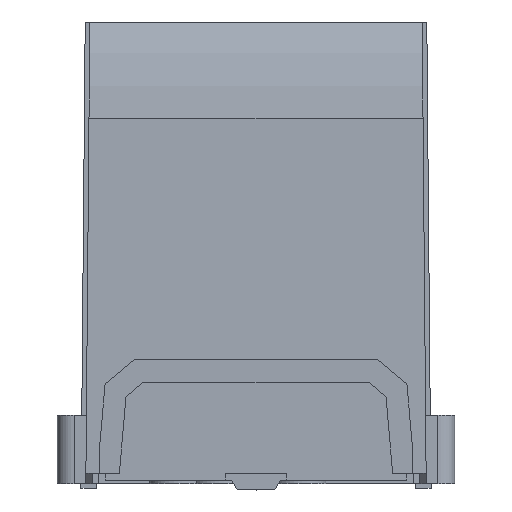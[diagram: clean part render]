
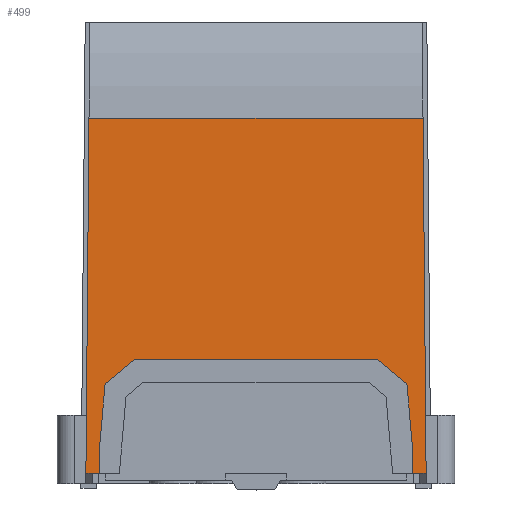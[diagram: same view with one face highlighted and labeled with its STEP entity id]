
A CAD part, top view. The second image highlights one B-rep face of the part: STEP entity #499.
In plain terms, the highlighted planar face has unit normal (0, 0.009, 1).
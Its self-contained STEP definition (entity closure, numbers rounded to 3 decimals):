
#499=ADVANCED_FACE('',(#2038),#2040,.T.);
#2038=FACE_BOUND('',#2039,.T.);
#2039=EDGE_LOOP('',(#3271,#3272,#3273,#3274,#3275,#3276,#3277,#3278,#3279,#3280,
#3281,#3282));
#2040=PLANE('',#2041);
#2041=AXIS2_PLACEMENT_3D('',#2042,#2043,#2044);
#2042=CARTESIAN_POINT('',(60.7,-254.061,43.634));
#2043=DIRECTION('',(-0.,0.009,1.));
#2044=DIRECTION('',(1.,0.,0.));
#3271=ORIENTED_EDGE('',*,*,#4165,.T.);
#3272=ORIENTED_EDGE('',*,*,#4166,.F.);
#3273=ORIENTED_EDGE('',*,*,#4058,.T.);
#3274=ORIENTED_EDGE('',*,*,#4167,.F.);
#3275=ORIENTED_EDGE('',*,*,#4168,.F.);
#3276=ORIENTED_EDGE('',*,*,#4169,.F.);
#3277=ORIENTED_EDGE('',*,*,#4170,.F.);
#3278=ORIENTED_EDGE('',*,*,#4171,.F.);
#3279=ORIENTED_EDGE('',*,*,#4172,.F.);
#3280=ORIENTED_EDGE('',*,*,#4173,.F.);
#3281=ORIENTED_EDGE('',*,*,#4049,.T.);
#3282=ORIENTED_EDGE('',*,*,#4163,.T.);
#4049=EDGE_CURVE('',#4603,#4601,#4604,.T.);
#4058=EDGE_CURVE('',#4619,#4617,#4620,.T.);
#4163=EDGE_CURVE('',#4601,#4791,#4793,.T.);
#4165=EDGE_CURVE('',#4791,#4795,#4796,.T.);
#4166=EDGE_CURVE('',#4619,#4795,#4797,.T.);
#4167=EDGE_CURVE('',#4798,#4617,#4799,.T.);
#4168=EDGE_CURVE('',#4800,#4798,#4801,.T.);
#4169=EDGE_CURVE('',#4802,#4800,#4803,.T.);
#4170=EDGE_CURVE('',#4804,#4802,#4805,.T.);
#4171=EDGE_CURVE('',#4806,#4804,#4807,.T.);
#4172=EDGE_CURVE('',#4808,#4806,#4809,.T.);
#4173=EDGE_CURVE('',#4603,#4808,#4810,.T.);
#4601=VERTEX_POINT('',#5566);
#4603=VERTEX_POINT('',#5570);
#4604=LINE('',#5571,#5572);
#4617=VERTEX_POINT('',#5600);
#4619=VERTEX_POINT('',#5604);
#4620=LINE('',#5605,#5606);
#4791=VERTEX_POINT('',#5995);
#4793=LINE('',#6000,#6001);
#4795=VERTEX_POINT('',#6006);
#4796=LINE('',#6007,#6008);
#4797=LINE('',#6010,#6011);
#4798=VERTEX_POINT('',#6013);
#4799=LINE('',#6014,#6015);
#4800=VERTEX_POINT('',#6017);
#4801=LINE('',#6018,#6019);
#4802=VERTEX_POINT('',#6021);
#4803=LINE('',#6022,#6023);
#4804=VERTEX_POINT('',#6025);
#4805=LINE('',#6026,#6027);
#4806=VERTEX_POINT('',#6029);
#4807=LINE('',#6030,#6031);
#4808=VERTEX_POINT('',#6033);
#4809=LINE('',#6034,#6035);
#4810=LINE('',#6037,#6038);
#5566=CARTESIAN_POINT('',(65.965,-9.5,41.499));
#5570=CARTESIAN_POINT('',(60.7,-9.5,41.499));
#5571=CARTESIAN_POINT('',(60.7,-9.5,41.499));
#5572=VECTOR('',#5573,1.);
#5573=DIRECTION('',(1.,0.,0.));
#5600=CARTESIAN_POINT('',(-60.7,-9.5,41.499));
#5604=CARTESIAN_POINT('',(-65.965,-9.5,41.499));
#5605=CARTESIAN_POINT('',(-65.965,-9.5,41.499));
#5606=VECTOR('',#5607,1.);
#5607=DIRECTION('',(1.,0.,0.));
#5995=CARTESIAN_POINT('',(64.764,128.079,40.299));
#6000=CARTESIAN_POINT('',(65.965,-9.5,41.499));
#6001=VECTOR('',#6002,1.);
#6002=DIRECTION('',(-0.009,1.,-0.009));
#6006=CARTESIAN_POINT('',(-64.764,128.079,40.299));
#6007=CARTESIAN_POINT('',(64.764,128.079,40.299));
#6008=VECTOR('',#6009,1.);
#6009=DIRECTION('',(-1.,0.,0.));
#6010=CARTESIAN_POINT('',(-65.965,-9.5,41.499));
#6011=VECTOR('',#6012,1.);
#6012=DIRECTION('',(0.009,1.,-0.009));
#6013=CARTESIAN_POINT('',(-60.606,1.3,41.405));
#6014=CARTESIAN_POINT('',(-60.606,1.3,41.405));
#6015=VECTOR('',#6016,1.);
#6016=DIRECTION('',(-0.009,-1.,0.009));
#6017=CARTESIAN_POINT('',(-58.518,25.163,41.197));
#6018=CARTESIAN_POINT('',(-58.518,25.163,41.197));
#6019=VECTOR('',#6020,1.);
#6020=DIRECTION('',(-0.087,-0.996,0.009));
#6021=CARTESIAN_POINT('',(-47.212,34.65,41.114));
#6022=CARTESIAN_POINT('',(-47.212,34.65,41.114));
#6023=VECTOR('',#6024,1.);
#6024=DIRECTION('',(-0.766,-0.643,0.006));
#6025=CARTESIAN_POINT('',(47.212,34.65,41.114));
#6026=CARTESIAN_POINT('',(47.212,34.65,41.114));
#6027=VECTOR('',#6028,1.);
#6028=DIRECTION('',(-1.,0.,0.));
#6029=CARTESIAN_POINT('',(58.518,25.163,41.197));
#6030=CARTESIAN_POINT('',(58.518,25.163,41.197));
#6031=VECTOR('',#6032,1.);
#6032=DIRECTION('',(-0.766,0.643,-0.006));
#6033=CARTESIAN_POINT('',(60.606,1.3,41.405));
#6034=CARTESIAN_POINT('',(60.606,1.3,41.405));
#6035=VECTOR('',#6036,1.);
#6036=DIRECTION('',(-0.087,0.996,-0.009));
#6037=CARTESIAN_POINT('',(60.7,-9.5,41.499));
#6038=VECTOR('',#6039,1.);
#6039=DIRECTION('',(-0.009,1.,-0.009));
